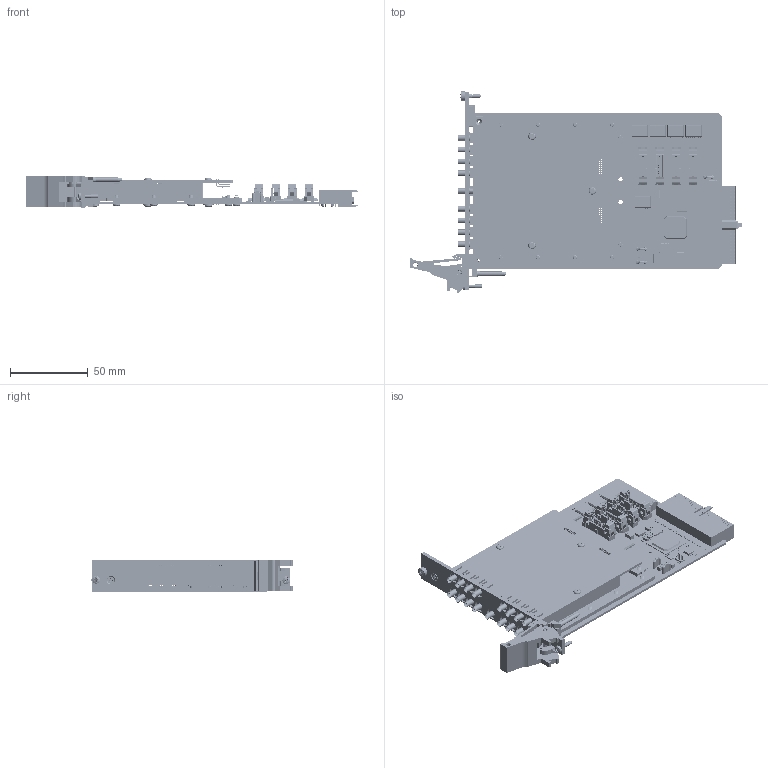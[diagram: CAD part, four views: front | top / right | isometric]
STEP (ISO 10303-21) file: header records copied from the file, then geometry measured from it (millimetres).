
FILE_DESCRIPTION (( 'STEP AP214' ), '1' );
FILE_NAME ('40-875-001 RF Mother and Daghter Asemblay.STEP', '2013-09-13T11:57:58', ( 'admin' ), ( '' ), 'SwSTEP 2.0', 'SolidWorks 2012', '' );
FILE_SCHEMA (( 'AUTOMOTIVE_DESIGN' ));
Length unit declared in the file: millimetre
Products named in the file (1): 40-875-001 RF Mother and Daghter Asemblay
Bounding box: 214.01 x 129.67 x 20 mm (x, y, z)
Surface area: 90376.9 mm2 (no closed solid volume)
Topology: 0 solids, 751 shells, 4657 faces, 21003 edges, 16340 vertices
Faces by surface type: plane 3639, cylinder 813, cone 104, torus 63, bspline 31, sphere 7
Full cylindrical faces by diameter (mm): 0.2 x1, 0.225 x1, 0.38 x16, 0.6 x110, 0.762 x57, 0.8 x4, 1.067 x56, 1.496 x2, 1.524 x8, 2 x5, 2.05 x1, 2.45 x7, 2.5 x3, 2.6 x1, 2.7 x3, 2.8 x1, 3 x3, 3.5 x17, 3.65 x17, 3.8 x9, 4.2 x1, 4.35 x1, 4.7 x1, 4.85 x16, 5 x3, 5.3 x1, 5.9 x1, 6 x1, 6.8 x3, 7 x17
Entity records: 268277 total; most frequent: CARTESIAN_POINT 53905, DIRECTION 32252, ORIENTED_EDGE 27542, EDGE_CURVE 20314, VERTEX_POINT 16171, VECTOR 15854, LINE 15854, AXIS2_PLACEMENT_3D 8199
